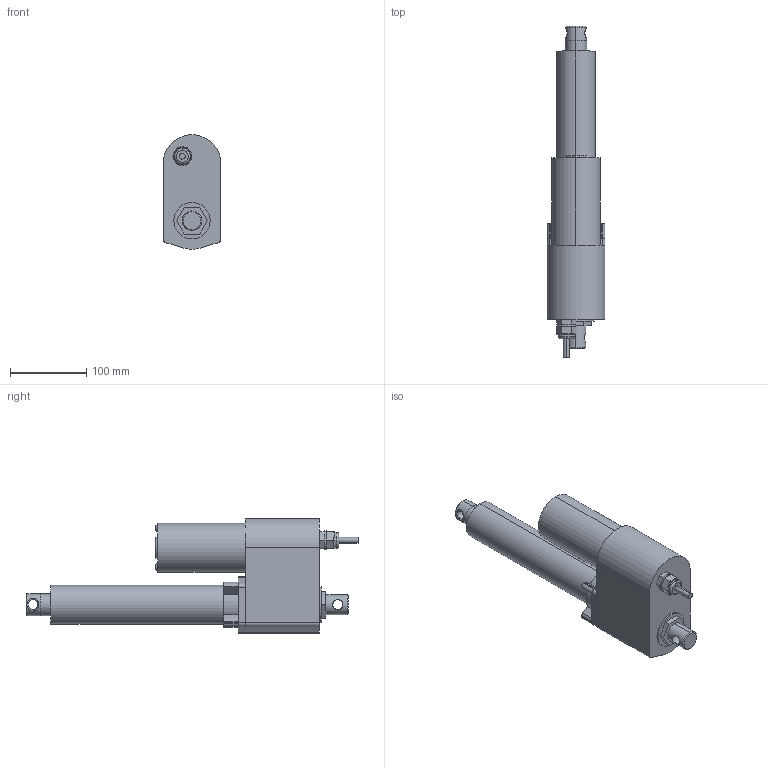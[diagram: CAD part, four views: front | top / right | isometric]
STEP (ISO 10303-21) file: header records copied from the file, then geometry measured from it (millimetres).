
FILE_DESCRIPTION (( 'STEP AP214' ), '1' );
FILE_NAME ('PA-17-6.STEP', '2017-09-25T16:19:10', ( '' ), ( '' ), 'SwSTEP 2.0', 'SolidWorks 2017', '' );
FILE_SCHEMA (( 'AUTOMOTIVE_DESIGN' ));
Length unit declared in the file: inch
Products named in the file (1): PA-17-6
Bounding box: 76.2 x 436.83 x 150.72 mm (x, y, z)
Volume: 2029771.5 mm3; surface area: 164387.5 mm2
Topology: 6 solids, 6 shells, 178 faces, 421 edges, 262 vertices
Faces by surface type: plane 97, cylinder 65, torus 8, cone 4, bspline 4
Entity records: 8571 total; most frequent: CARTESIAN_POINT 1973, DIRECTION 919, ORIENTED_EDGE 842, EDGE_CURVE 421, AXIS2_PLACEMENT_3D 347, VERTEX_POINT 262, LINE 225, VECTOR 225
